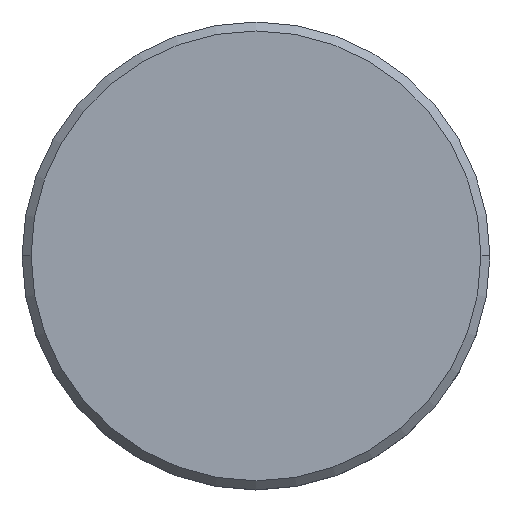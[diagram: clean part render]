
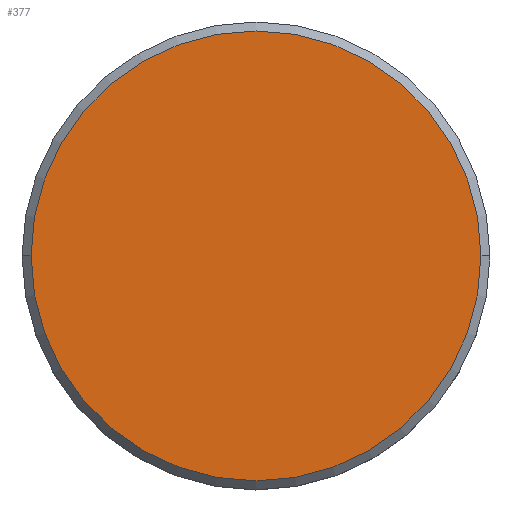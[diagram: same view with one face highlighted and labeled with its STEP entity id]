
A CAD part, top view. The second image highlights one B-rep face of the part: STEP entity #377.
In plain terms, the highlighted planar face has unit normal (0, 0, 1).
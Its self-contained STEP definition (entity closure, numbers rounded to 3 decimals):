
#25 = DIRECTION ( 'NONE',  ( 0., 0., 1. ) ) ;
#35 = DIRECTION ( 'NONE',  ( 0., 0., 1. ) ) ;
#71 = PLANE ( 'NONE',  #1131 ) ;
#140 = EDGE_CURVE ( 'NONE', #189, #717, #1158, .T. ) ;
#189 = VERTEX_POINT ( 'NONE', #838 ) ;
#251 = DIRECTION ( 'NONE',  ( 1., 0., 0. ) ) ;
#283 = ORIENTED_EDGE ( 'NONE', *, *, #140, .T. ) ;
#377 = ADVANCED_FACE ( 'NONE', ( #811 ), #71, .T. ) ;
#471 = DIRECTION ( 'NONE',  ( 1., 0., 0. ) ) ;
#483 = CARTESIAN_POINT ( 'NONE',  ( -12.5, 0., 0. ) ) ;
#490 = EDGE_LOOP ( 'NONE', ( #842, #283 ) ) ;
#647 = CARTESIAN_POINT ( 'NONE',  ( 0., 0., 0. ) ) ;
#658 = CIRCLE ( 'NONE', #933, 12.5 ) ;
#717 = VERTEX_POINT ( 'NONE', #483 ) ;
#741 = DIRECTION ( 'NONE',  ( 1., 0., 0. ) ) ;
#811 = FACE_OUTER_BOUND ( 'NONE', #490, .T. ) ;
#838 = CARTESIAN_POINT ( 'NONE',  ( 12.5, 0., 0. ) ) ;
#842 = ORIENTED_EDGE ( 'NONE', *, *, #1028, .T. ) ;
#904 = CARTESIAN_POINT ( 'NONE',  ( 0., 0., 0. ) ) ;
#933 = AXIS2_PLACEMENT_3D ( 'NONE', #1027, #35, #471 ) ;
#1025 = AXIS2_PLACEMENT_3D ( 'NONE', #647, #25, #741 ) ;
#1027 = CARTESIAN_POINT ( 'NONE',  ( 0., 0., 0. ) ) ;
#1028 = EDGE_CURVE ( 'NONE', #717, #189, #658, .T. ) ;
#1131 = AXIS2_PLACEMENT_3D ( 'NONE', #904, #1167, #251 ) ;
#1158 = CIRCLE ( 'NONE', #1025, 12.5 ) ;
#1167 = DIRECTION ( 'NONE',  ( 0., 0., 1. ) ) ;
